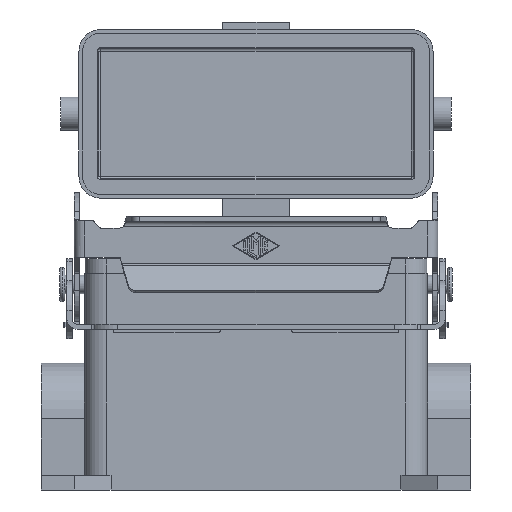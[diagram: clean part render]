
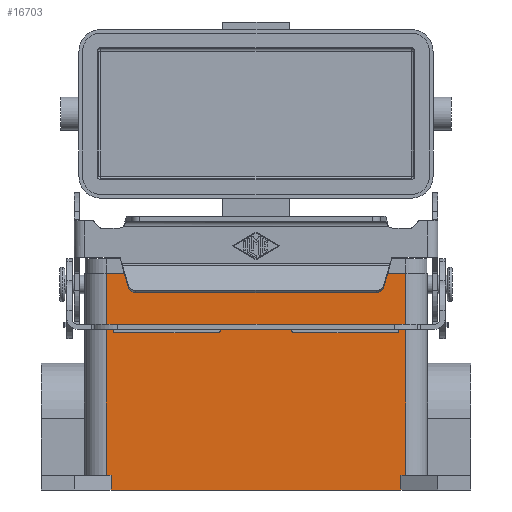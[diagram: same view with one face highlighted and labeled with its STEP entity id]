
A CAD part, front view. The second image highlights one B-rep face of the part: STEP entity #16703.
In plain terms, the highlighted planar face has unit normal (0, -1, 0).
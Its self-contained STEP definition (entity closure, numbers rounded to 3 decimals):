
#16615=CARTESIAN_POINT('',(-39.5,-22.25,-52.0));
#16616=VERTEX_POINT('',#16615);
#16624=CARTESIAN_POINT('',(-39.5,-22.25,-56.));
#16625=VERTEX_POINT('',#16624);
#16632=CARTESIAN_POINT('',(-39.5,-22.25,-56.));
#16633=DIRECTION('',(0.0,0.0,1.0));
#16634=VECTOR('',#16633,4.);
#16635=LINE('',#16632,#16634);
#16636=EDGE_CURVE('',#16625,#16616,#16635,.T.);
#16641=CARTESIAN_POINT('',(39.5,-22.25,-56.));
#16642=DIRECTION('',(0.0,-1.0,0.0));
#16643=DIRECTION('',(0.0,0.0,-1.0));
#16644=AXIS2_PLACEMENT_3D('',#16641,#16642,#16643);
#16645=PLANE('',#16644);
#16646=ORIENTED_EDGE('',*,*,#16636,.F.);
#16647=CARTESIAN_POINT('',(39.5,-22.25,-56.));
#16648=VERTEX_POINT('',#16647);
#16649=CARTESIAN_POINT('',(39.5,-22.25,-56.));
#16650=DIRECTION('',(-1.0,0.0,0.0));
#16651=VECTOR('',#16650,79.0);
#16652=LINE('',#16649,#16651);
#16653=EDGE_CURVE('',#16648,#16625,#16652,.T.);
#16654=ORIENTED_EDGE('',*,*,#16653,.F.);
#16655=CARTESIAN_POINT('',(39.5,-22.25,-52.0));
#16656=VERTEX_POINT('',#16655);
#16657=CARTESIAN_POINT('',(39.5,-22.25,-56.));
#16658=DIRECTION('',(0.0,0.0,1.0));
#16659=VECTOR('',#16658,4.);
#16660=LINE('',#16657,#16659);
#16661=EDGE_CURVE('',#16648,#16656,#16660,.T.);
#16662=ORIENTED_EDGE('',*,*,#16661,.T.);
#16663=CARTESIAN_POINT('',(40.75,-22.25,-52.0));
#16664=VERTEX_POINT('',#16663);
#16665=CARTESIAN_POINT('',(40.75,-22.25,-52.0));
#16666=DIRECTION('',(-1.0,0.0,0.0));
#16667=VECTOR('',#16666,1.25);
#16668=LINE('',#16665,#16667);
#16669=EDGE_CURVE('',#16664,#16656,#16668,.T.);
#16670=ORIENTED_EDGE('',*,*,#16669,.F.);
#16671=CARTESIAN_POINT('',(40.75,-22.25,3.));
#16672=VERTEX_POINT('',#16671);
#16673=CARTESIAN_POINT('',(40.75,-22.25,-52.0));
#16674=DIRECTION('',(0.0,0.0,1.0));
#16675=VECTOR('',#16674,55.);
#16676=LINE('',#16673,#16675);
#16677=EDGE_CURVE('',#16664,#16672,#16676,.T.);
#16678=ORIENTED_EDGE('',*,*,#16677,.T.);
#16679=CARTESIAN_POINT('',(-40.75,-22.25,3.));
#16680=VERTEX_POINT('',#16679);
#16681=CARTESIAN_POINT('',(40.75,-22.25,3.));
#16682=DIRECTION('',(-1.0,0.0,0.0));
#16683=VECTOR('',#16682,81.5);
#16684=LINE('',#16681,#16683);
#16685=EDGE_CURVE('',#16672,#16680,#16684,.T.);
#16686=ORIENTED_EDGE('',*,*,#16685,.T.);
#16687=CARTESIAN_POINT('',(-40.75,-22.25,-52.0));
#16688=VERTEX_POINT('',#16687);
#16689=CARTESIAN_POINT('',(-40.75,-22.25,-52.0));
#16690=DIRECTION('',(0.0,0.0,1.0));
#16691=VECTOR('',#16690,55.);
#16692=LINE('',#16689,#16691);
#16693=EDGE_CURVE('',#16688,#16680,#16692,.T.);
#16694=ORIENTED_EDGE('',*,*,#16693,.F.);
#16695=CARTESIAN_POINT('',(-39.5,-22.25,-52.0));
#16696=DIRECTION('',(-1.0,0.0,0.0));
#16697=VECTOR('',#16696,1.25);
#16698=LINE('',#16695,#16697);
#16699=EDGE_CURVE('',#16616,#16688,#16698,.T.);
#16700=ORIENTED_EDGE('',*,*,#16699,.F.);
#16701=EDGE_LOOP('',(#16646,#16654,#16662,#16670,#16678,#16686,#16694,#16700));
#16702=FACE_OUTER_BOUND('',#16701,.T.);
#16703=ADVANCED_FACE('',(#16702),#16645,.T.);
